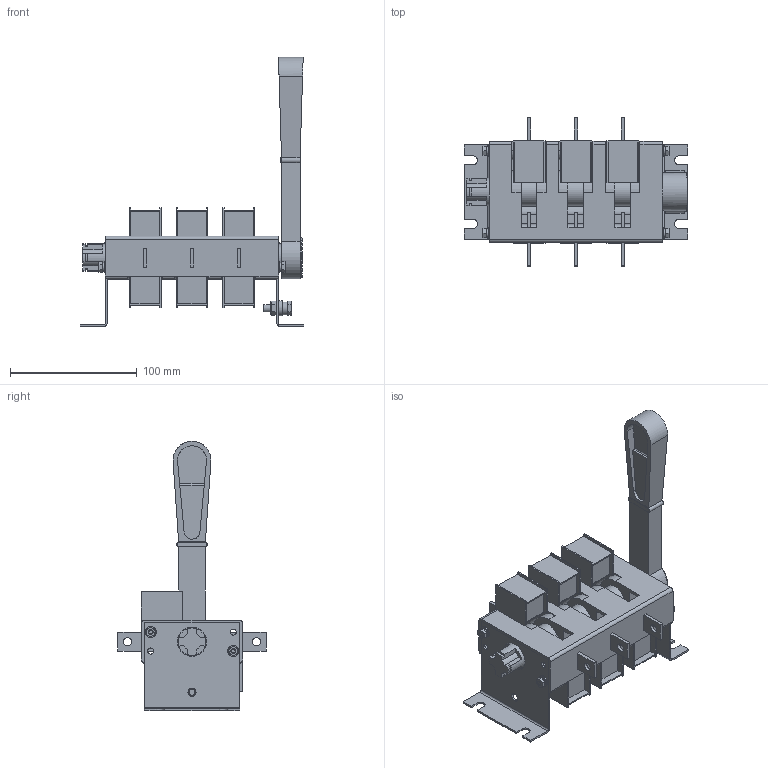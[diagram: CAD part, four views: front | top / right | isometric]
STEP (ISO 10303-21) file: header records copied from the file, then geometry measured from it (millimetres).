
FILE_DESCRIPTION (( 'STEP AP203' ), '1' );
FILE_NAME ('uvr32-31a31220.ÃÌ Âûêëþ÷àòåëü-ðàçúåäèíèòåëü ÂÐ32Ó-31À31220 íåñúåìíàÿ ëåâàÿ-ïðàâàÿ ðóêîÿòêà.STEP', '2025-06-10T13:35:09', ( '' ), ( '' ), 'SwSTEP 2.0', 'SolidWorks 2021', '' );
FILE_SCHEMA (( 'CONFIG_CONTROL_DESIGN' ));
Length unit declared in the file: millimetre
Products named in the file (1): uvr32-31a31220.ÃÌ Âûêëþ÷àòåëü-ðàçúåäèíèòåëü ÂÐ32Ó-31À31220 íåñúåìíàÿ ëåâàÿ-ïðàâàÿ ðóêîÿòêà
Bounding box: 176.7 x 117 x 212.8 mm (x, y, z)
Volume: 459737 mm3; surface area: 168989.2 mm2
Topology: 23 solids, 23 shells, 751 faces, 2014 edges, 1304 vertices
Faces by surface type: plane 527, cylinder 214, torus 9, cone 1
Full cylindrical faces by diameter (mm): 3.1 x4, 3.3 x4, 4.8 x12, 5.8 x2, 6 x1, 6.4 x2, 6.5 x10, 9 x4, 10.7 x1, 12 x1, 12.6 x1, 13 x1, 21.6 x1, 23.1 x6, 28.8 x1, 31.2 x1
Entity records: 22871 total; most frequent: CARTESIAN_POINT 4130, ORIENTED_EDGE 3838, DIRECTION 3806, EDGE_CURVE 1919, LINE 1412, VECTOR 1412, VERTEX_POINT 1273, AXIS2_PLACEMENT_3D 1197
